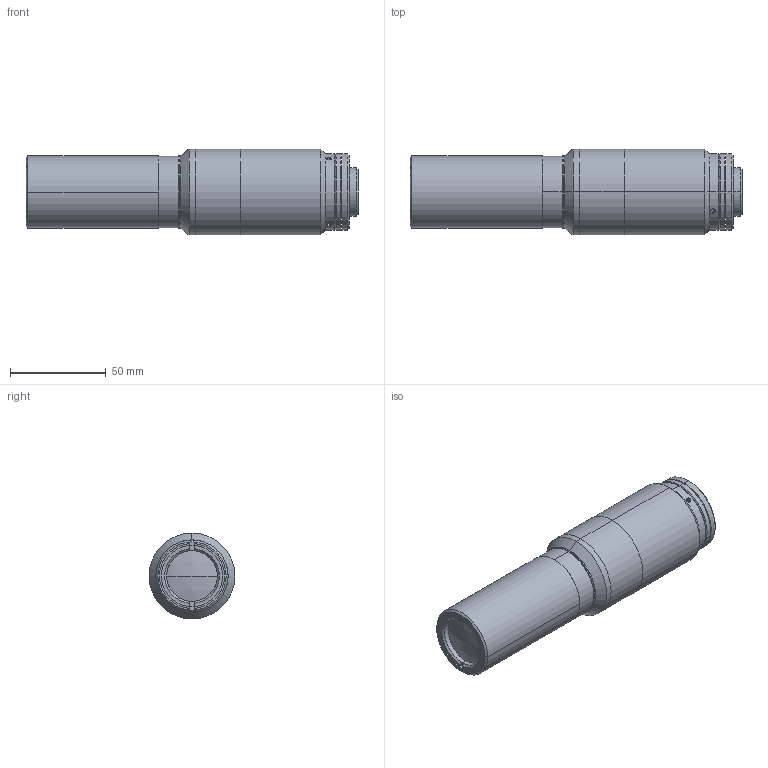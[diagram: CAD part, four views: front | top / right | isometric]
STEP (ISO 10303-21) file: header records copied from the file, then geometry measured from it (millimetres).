
FILE_DESCRIPTION (( 'STEP AP203' ), '1' );
FILE_NAME ('DP32098-A_TC4MHRP016-C.step', '2022-06-13T07:25:33', ( '' ), ( '' ), 'SwSTEP 2.0', 'SolidWorks 2021', '' );
FILE_SCHEMA (( 'CONFIG_CONTROL_DESIGN' ));
Length unit declared in the file: millimetre
Products named in the file (1): DP32098-A_TC4MHRP016-C
Bounding box: 173.74 x 45 x 45 mm (x, y, z)
Surface area: 31027 mm2 (no closed solid volume)
Topology: 0 solids, 14 shells, 88 faces, 247 edges, 177 vertices
Faces by surface type: cylinder 34, plane 32, cone 20, sphere 2
Entity records: 3175 total; most frequent: CARTESIAN_POINT 747, DIRECTION 541, ORIENTED_EDGE 392, EDGE_CURVE 247, AXIS2_PLACEMENT_3D 221, VERTEX_POINT 177, CIRCLE 132, EDGE_LOOP 117
